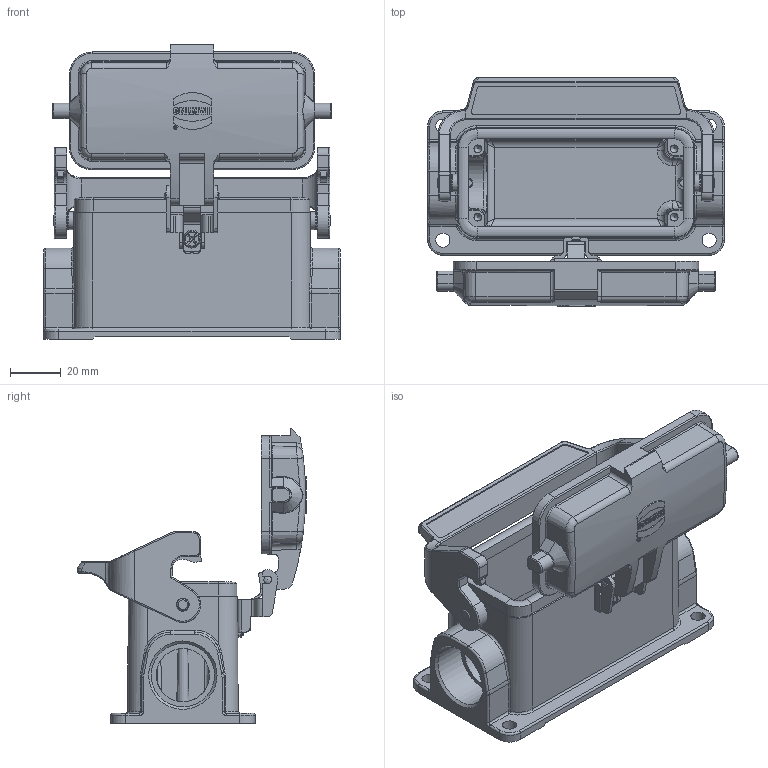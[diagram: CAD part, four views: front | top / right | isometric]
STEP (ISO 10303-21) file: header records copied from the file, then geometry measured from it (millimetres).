
FILE_DESCRIPTION(/* description */ (''),/* implementation_level */ '2;1');
FILE_NAME(/* name */ '100095389ugm000_c.stp',/* time_stamp */ '2017-11-06T08:55:52+01:00',/* author */ (''),/* organization */ (''),/* preprocessor_version */ 'ST-DEVELOPER v16',/* originating_system */ 'SIEMENS PLM Software NX 10.0',/* authorisation */ '');
FILE_SCHEMA (('AUTOMOTIVE_DESIGN { 1 0 10303 214 3 1 1 1 }'));
Length unit declared in the file: millimetre
Products named in the file (1): 100095389ugm000_c
Bounding box: 117 x 90.2 x 116.23 mm (x, y, z)
Volume: 129394.1 mm3; surface area: 74074.8 mm2
Topology: 3 solids, 3 shells, 994 faces, 2623 edges, 1661 vertices
Faces by surface type: plane 453, cylinder 317, bspline 108, torus 63, cone 41, sphere 6, extrusion 6
Full cylindrical faces by diameter (mm): 1.006 x1, 1.477 x1, 3 x6, 4 x2, 4.8 x2, 5.1 x2, 5.6 x4, 7 x3, 21 x1, 23.6 x1, 25 x1
Entity records: 38803 total; most frequent: CARTESIAN_POINT 9643, ORIENTED_EDGE 5086, DIRECTION 4902, EDGE_CURVE 2543, AXIS2_PLACEMENT_3D 1781, VERTEX_POINT 1636, VECTOR 1340, LINE 1334
